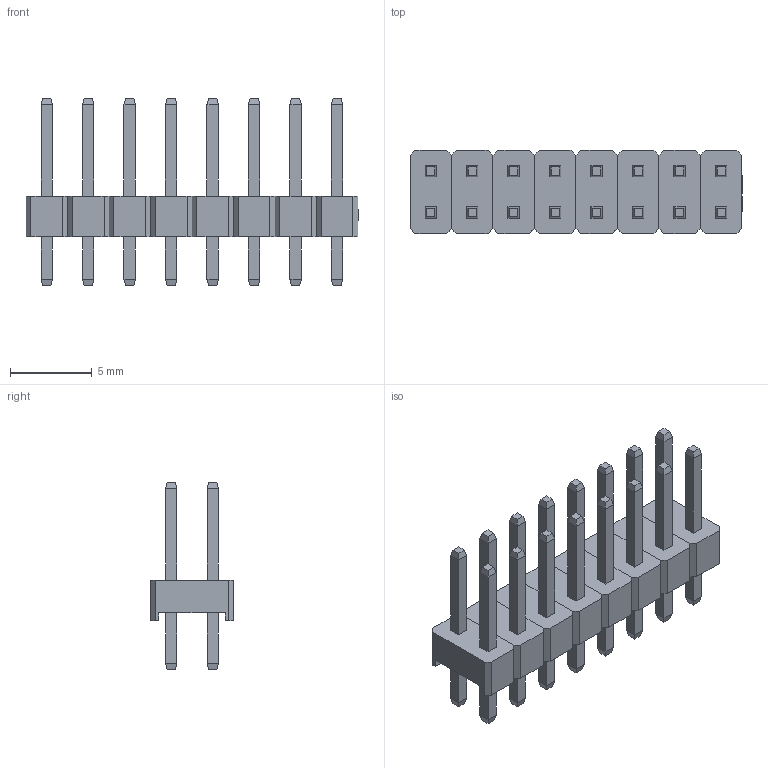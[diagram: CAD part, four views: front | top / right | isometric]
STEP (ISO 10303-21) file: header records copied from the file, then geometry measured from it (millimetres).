
FILE_DESCRIPTION(/* description */ ('Designed by EasyEDA Pro'),/* implementation_level */ '2;1');
FILE_NAME(/* name */ 'PZ_2.54_2X8P_LH.step',/* time_stamp */ '2025-03-27T11:28:52+08:00',/* author */ (''),/* organization */ (''),/* preprocessor_version */ 'ST-DEVELOPER v20.1',/* originating_system */ 'Autodesk Translation Framework v14.4.0.0',/* authorisation */ '');
FILE_SCHEMA (('AUTOMOTIVE_DESIGN { 1 0 10303 214 3 1 1 }'));
Products named in the file (4): W162-PCBModel; W162-Board; W162-H1-HDR-TH_16P-P2.54-V-M-R2-C8-S2.54; COMPOUND
Assembly tree (3 placements, depth 3):
  W162-PCBModel
    W162-Board
    W162-H1-HDR-TH_16P-P2.54-V-M-R2-C8-S2.54
      COMPOUND
Bounding box: 20.33 x 5.08 x 11.5 mm (x, y, z)
Volume: 285.5 mm3; surface area: 895 mm2
Topology: 8 solids, 8 shells, 1568 faces, 4039 edges, 2650 vertices
Faces by surface type: plane 1246, bspline 322
Entity records: 60435 total; most frequent: CARTESIAN_POINT 22516, ORIENTED_EDGE 8078, DIRECTION 6073, EDGE_CURVE 4039, LINE 3395, VECTOR 3395, VERTEX_POINT 2650, EDGE_LOOP 1731
